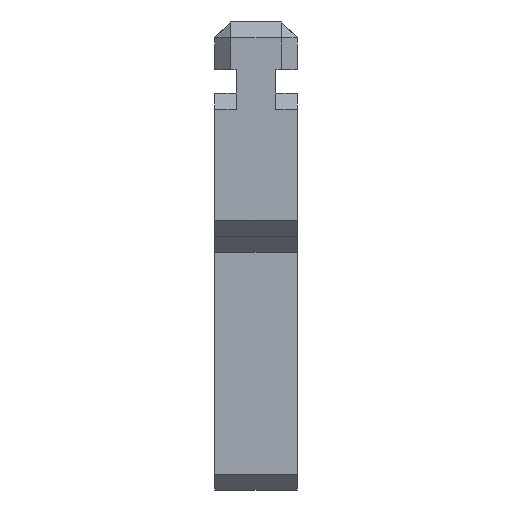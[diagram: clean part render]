
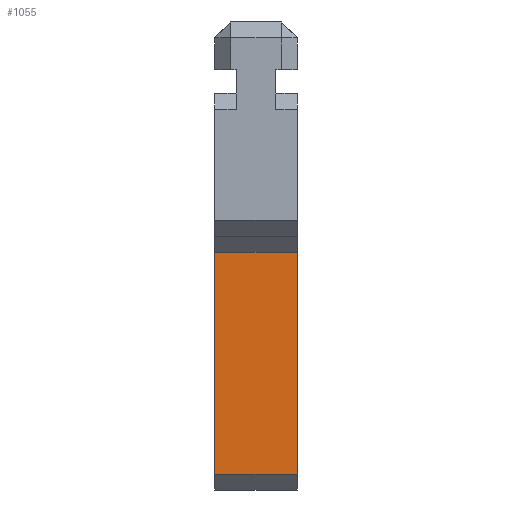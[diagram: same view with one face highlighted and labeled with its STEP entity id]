
A CAD part, left-side view. The second image highlights one B-rep face of the part: STEP entity #1055.
In plain terms, the highlighted planar face has unit normal (-1, 0, 0).
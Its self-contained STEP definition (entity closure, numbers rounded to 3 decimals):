
#11 = PLANE ( 'NONE',  #1111 ) ;
#169 = ORIENTED_EDGE ( 'NONE', *, *, #2857, .T. ) ;
#170 = EDGE_CURVE ( 'NONE', #1296, #1333, #1457, .T. ) ;
#297 = DIRECTION ( 'NONE',  ( 0., 0., -1. ) ) ;
#566 = DIRECTION ( 'NONE',  ( 0., 0., 1. ) ) ;
#571 = CARTESIAN_POINT ( 'NONE',  ( -8., 2.6, -24. ) ) ;
#573 = CARTESIAN_POINT ( 'NONE',  ( -8., 2.6, -9. ) ) ;
#595 = ORIENTED_EDGE ( 'NONE', *, *, #2262, .F. ) ;
#597 = FACE_OUTER_BOUND ( 'NONE', #2724, .T. ) ;
#735 = VERTEX_POINT ( 'NONE', #2777 ) ;
#836 = DIRECTION ( 'NONE',  ( 0., -1., 0. ) ) ;
#912 = LINE ( 'NONE', #2673, #1182 ) ;
#1055 = ADVANCED_FACE ( 'NONE', ( #597 ), #11, .F. ) ;
#1092 = VECTOR ( 'NONE', #3014, 1000. ) ;
#1111 = AXIS2_PLACEMENT_3D ( 'NONE', #573, #1892, #297 ) ;
#1182 = VECTOR ( 'NONE', #566, 1000. ) ;
#1185 = LINE ( 'NONE', #3264, #1092 ) ;
#1296 = VERTEX_POINT ( 'NONE', #2799 ) ;
#1314 = VECTOR ( 'NONE', #836, 1000. ) ;
#1333 = VERTEX_POINT ( 'NONE', #3324 ) ;
#1457 = LINE ( 'NONE', #1477, #2090 ) ;
#1477 = CARTESIAN_POINT ( 'NONE',  ( -8., -2.6, -9. ) ) ;
#1646 = EDGE_CURVE ( 'NONE', #735, #1296, #2034, .T. ) ;
#1892 = DIRECTION ( 'NONE',  ( 1., 0., 0. ) ) ;
#1901 = ORIENTED_EDGE ( 'NONE', *, *, #170, .T. ) ;
#1927 = ORIENTED_EDGE ( 'NONE', *, *, #1646, .T. ) ;
#2034 = LINE ( 'NONE', #571, #1314 ) ;
#2090 = VECTOR ( 'NONE', #3064, 1000. ) ;
#2262 = EDGE_CURVE ( 'NONE', #735, #2289, #912, .T. ) ;
#2289 = VERTEX_POINT ( 'NONE', #3204 ) ;
#2673 = CARTESIAN_POINT ( 'NONE',  ( -8., 2.6, -9. ) ) ;
#2724 = EDGE_LOOP ( 'NONE', ( #1901, #169, #595, #1927 ) ) ;
#2777 = CARTESIAN_POINT ( 'NONE',  ( -8., 2.6, -24. ) ) ;
#2799 = CARTESIAN_POINT ( 'NONE',  ( -8., -2.6, -24. ) ) ;
#2857 = EDGE_CURVE ( 'NONE', #1333, #2289, #1185, .T. ) ;
#3014 = DIRECTION ( 'NONE',  ( 0., 1., 0. ) ) ;
#3064 = DIRECTION ( 'NONE',  ( 0., 0., 1. ) ) ;
#3204 = CARTESIAN_POINT ( 'NONE',  ( -8., 2.6, -10. ) ) ;
#3264 = CARTESIAN_POINT ( 'NONE',  ( -8., 2.6, -10. ) ) ;
#3324 = CARTESIAN_POINT ( 'NONE',  ( -8., -2.6, -10. ) ) ;
